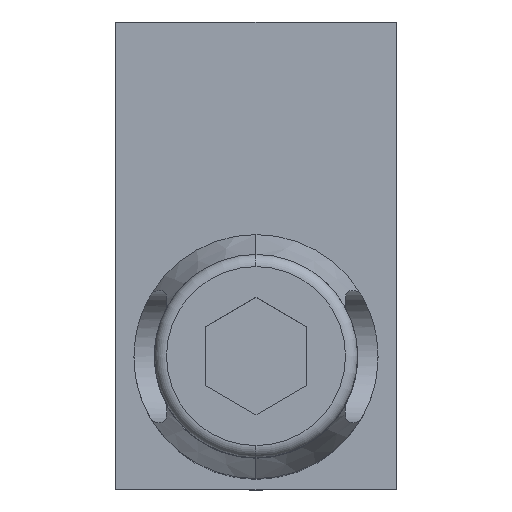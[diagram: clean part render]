
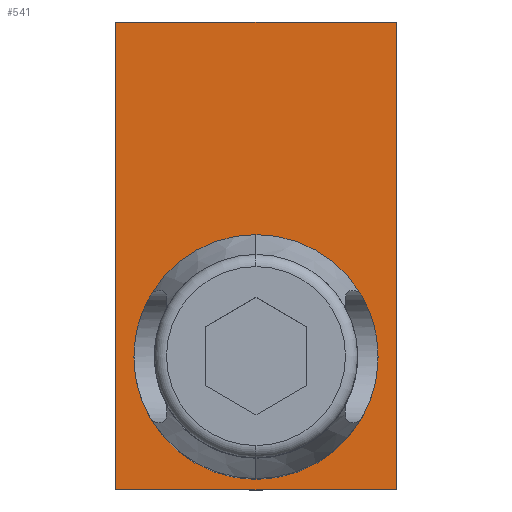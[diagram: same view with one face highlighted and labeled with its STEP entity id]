
A CAD part, top view. The second image highlights one B-rep face of the part: STEP entity #541.
In plain terms, the highlighted planar face has unit normal (0, 0, 1).
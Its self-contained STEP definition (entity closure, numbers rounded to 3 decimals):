
#433=EDGE_CURVE('',#813,#757,#1011,.T.);
#517=VERTEX_POINT('',#1102);
#539=EDGE_CURVE('',#565,#745,#1125,.T.);
#541=ADVANCED_FACE('',(#1127,#1128),#1129,.T.);
#555=VERTEX_POINT('',#1145);
#565=VERTEX_POINT('',#1157);
#591=EDGE_CURVE('',#565,#517,#1188,.T.);
#647=EDGE_CURVE('',#555,#745,#1249,.T.);
#703=EDGE_CURVE('',#517,#555,#1314,.T.);
#745=VERTEX_POINT('',#1363);
#757=VERTEX_POINT('',#1375);
#813=VERTEX_POINT('',#1436);
#841=EDGE_CURVE('',#757,#813,#1467,.T.);
#1011=CIRCLE('',#1705,3.0);
#1102=CARTESIAN_POINT('',(-6.9,16.5,0.));
#1125=LINE('',#1915,#1916);
#1127=FACE_BOUND('',#1918,.T.);
#1128=FACE_OUTER_BOUND('',#1919,.T.);
#1129=PLANE('',#1920);
#1145=CARTESIAN_POINT('',(-6.9,-6.5,0.));
#1157=CARTESIAN_POINT('',(6.9,16.5,0.));
#1188=LINE('',#2090,#2091);
#1249=LINE('',#2254,#2255);
#1314=LINE('',#2382,#2383);
#1363=CARTESIAN_POINT('',(6.9,-6.5,0.));
#1375=CARTESIAN_POINT('',(0.0,-3.0,0.0));
#1436=CARTESIAN_POINT('',(0.,3.0,0.));
#1467=CIRCLE('',#2773,3.0);
#1705=AXIS2_PLACEMENT_3D('',#2983,#2984,#2985);
#1915=CARTESIAN_POINT('',(6.9,16.5,0.));
#1916=VECTOR('',#3117,1.0);
#1918=EDGE_LOOP('',(#3119,#3120));
#1919=EDGE_LOOP('',(#3121,#3122,#3123,#3124));
#1920=AXIS2_PLACEMENT_3D('',#3125,#3126,#3127);
#2090=CARTESIAN_POINT('',(6.9,16.5,0.0));
#2091=VECTOR('',#3206,1.0);
#2254=CARTESIAN_POINT('',(6.9,-6.5,0.0));
#2255=VECTOR('',#3262,1.0);
#2382=CARTESIAN_POINT('',(-6.9,16.5,0.));
#2383=VECTOR('',#3358,1.0);
#2773=AXIS2_PLACEMENT_3D('',#3512,#3513,#3514);
#2983=CARTESIAN_POINT('',(0.0,0.0,0.));
#2984=DIRECTION('',(-0.0,-0.0,-1.0));
#2985=DIRECTION('',(0.0,-1.0,0.0));
#3117=DIRECTION('',(0.0,-1.0,0.0));
#3119=ORIENTED_EDGE('',*,*,#841,.T.);
#3120=ORIENTED_EDGE('',*,*,#433,.T.);
#3121=ORIENTED_EDGE('',*,*,#647,.T.);
#3122=ORIENTED_EDGE('',*,*,#539,.F.);
#3123=ORIENTED_EDGE('',*,*,#591,.T.);
#3124=ORIENTED_EDGE('',*,*,#703,.T.);
#3125=CARTESIAN_POINT('',(-6.9,16.5,0.));
#3126=DIRECTION('',(0.0,0.0,1.0));
#3127=DIRECTION('',(-1.0,0.0,0.0));
#3206=DIRECTION('',(-1.0,0.0,0.0));
#3262=DIRECTION('',(1.0,0.0,0.0));
#3358=DIRECTION('',(0.0,-1.0,0.0));
#3512=CARTESIAN_POINT('',(0.0,0.0,0.));
#3513=DIRECTION('',(-0.0,-0.0,-1.0));
#3514=DIRECTION('',(0.0,-1.0,0.0));
